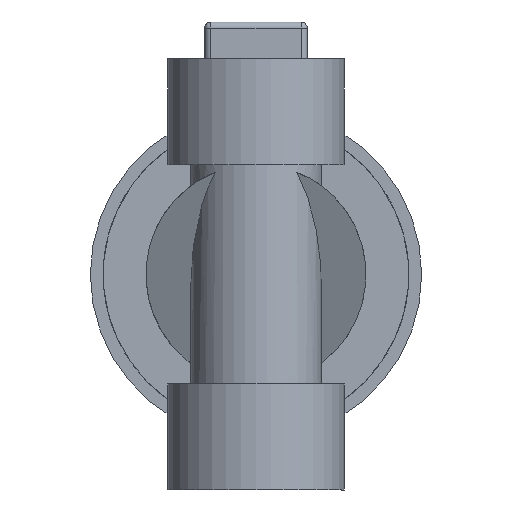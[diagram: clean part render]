
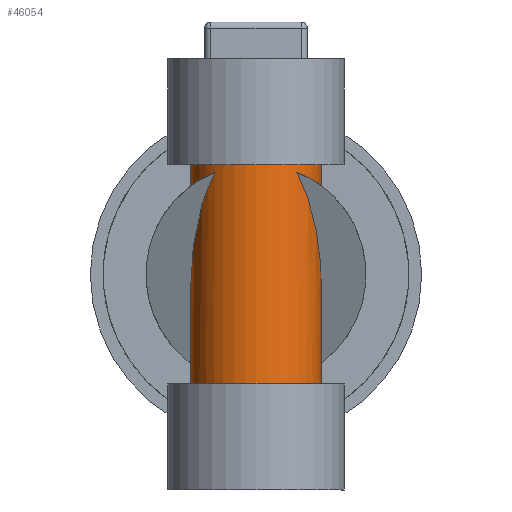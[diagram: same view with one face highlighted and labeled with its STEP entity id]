
A CAD part, front view. The second image highlights one B-rep face of the part: STEP entity #46054.
In plain terms, the highlighted cylindrical face has radius 16.32 mm (diameter 32.639 mm), a partial arc.
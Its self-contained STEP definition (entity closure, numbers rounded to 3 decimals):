
#172 = CARTESIAN_POINT ( 'NONE',  ( 13.443, -9.271, 23.921 ) ) ;
#1302 = CARTESIAN_POINT ( 'NONE',  ( -16.173, -2.512, 22.167 ) ) ;
#1367 = CARTESIAN_POINT ( 'NONE',  ( 16.32, 0., 27.311 ) ) ;
#4116 = VERTEX_POINT ( 'NONE', #55639 ) ;
#5185 = LINE ( 'NONE', #51926, #61930 ) ;
#5416 = VERTEX_POINT ( 'NONE', #54665 ) ;
#7336 = CARTESIAN_POINT ( 'NONE',  ( 10.175, -12.759, 25.482 ) ) ;
#7650 = CARTESIAN_POINT ( 'NONE',  ( 14.383, -7.735, 23.368 ) ) ;
#8319 = AXIS2_PLACEMENT_3D ( 'NONE', #69578, #69874, #62742 ) ;
#8785 = CARTESIAN_POINT ( 'NONE',  ( -15.571, -4.925, 22.593 ) ) ;
#9957 = EDGE_CURVE ( 'NONE', #14363, #79079, #29192, .T. ) ;
#11049 = EDGE_CURVE ( 'NONE', #5416, #15595, #96252, .T. ) ;
#12463 = ORIENTED_EDGE ( 'NONE', *, *, #11049, .T. ) ;
#12965 = CARTESIAN_POINT ( 'NONE',  ( 14.126, -9.608, 18.255 ) ) ;
#14363 = VERTEX_POINT ( 'NONE', #91714 ) ;
#15132 = CARTESIAN_POINT ( 'NONE',  ( 15.151, -6.096, 22.876 ) ) ;
#15595 = VERTEX_POINT ( 'NONE', #59081 ) ;
#15741 = CARTESIAN_POINT ( 'NONE',  ( -16.319, 0., 22.056 ) ) ;
#15894 = ORIENTED_EDGE ( 'NONE', *, *, #28699, .T. ) ;
#16245 = CARTESIAN_POINT ( 'NONE',  ( -14.918, -6.645, 23.03 ) ) ;
#16618 = DIRECTION ( 'NONE',  ( 0., 0., -1. ) ) ;
#19446 = ORIENTED_EDGE ( 'NONE', *, *, #75547, .F. ) ;
#20420 = CARTESIAN_POINT ( 'NONE',  ( 16.319, 0., -3.78 ) ) ;
#21834 = VERTEX_POINT ( 'NONE', #60395 ) ;
#22538 = CARTESIAN_POINT ( 'NONE',  ( 15.744, -4.339, 22.471 ) ) ;
#23004 = LINE ( 'NONE', #39691, #77536 ) ;
#23663 = CARTESIAN_POINT ( 'NONE',  ( -14.089, -8.258, 23.547 ) ) ;
#23860 = ORIENTED_EDGE ( 'NONE', *, *, #84257, .T. ) ;
#26105 = AXIS2_PLACEMENT_3D ( 'NONE', #73587, #29186, #81108 ) ;
#26720 = ORIENTED_EDGE ( 'NONE', *, *, #85300, .T. ) ;
#28693 = CARTESIAN_POINT ( 'NONE',  ( 0., 0., -27.299 ) ) ;
#28699 = EDGE_CURVE ( 'NONE', #37906, #79923, #95490, .T. ) ;
#29186 = DIRECTION ( 'NONE',  ( 0., 0., -1. ) ) ;
#29192 = LINE ( 'NONE', #1367, #66277 ) ;
#29664 = CARTESIAN_POINT ( 'NONE',  ( 11.117, -12.008, 25.106 ) ) ;
#29980 = CARTESIAN_POINT ( 'NONE',  ( 16.32, -1.274, 22.056 ) ) ;
#30606 = CARTESIAN_POINT ( 'NONE',  ( -10.175, -12.759, 25.482 ) ) ;
#31017 = VERTEX_POINT ( 'NONE', #15741 ) ;
#31102 = CARTESIAN_POINT ( 'NONE',  ( -13.087, -9.767, 24.119 ) ) ;
#34219 =( BOUNDED_CURVE ( )  B_SPLINE_CURVE ( 3, ( #79101, #12965, #64772, #20420 ),
 .UNSPECIFIED., .F., .F. ) 
 B_SPLINE_CURVE_WITH_KNOTS ( ( 4, 4 ),
 ( 3.815, 4.712 ),
 .UNSPECIFIED. ) 
 CURVE ( )  GEOMETRIC_REPRESENTATION_ITEM ( )  RATIONAL_B_SPLINE_CURVE ( ( 1., 0.934, 0.934, 1. ) ) 
 REPRESENTATION_ITEM ( '' )  );
#36136 = DIRECTION ( 'NONE',  ( -1., 0., 0. ) ) ;
#37906 = VERTEX_POINT ( 'NONE', #49859 ) ;
#38217 = CARTESIAN_POINT ( 'NONE',  ( -16.319, 0., 22.056 ) ) ;
#38539 = CARTESIAN_POINT ( 'NONE',  ( -11.12, -12.005, 25.104 ) ) ;
#39691 = CARTESIAN_POINT ( 'NONE',  ( -16.319, 0., 27.311 ) ) ;
#44508 = DIRECTION ( 'NONE',  ( 0., 0., -1. ) ) ;
#44547 = CARTESIAN_POINT ( 'NONE',  ( 13.09, -9.764, 24.118 ) ) ;
#46054 = ADVANCED_FACE ( 'NONE', ( #83039 ), #56204, .T. ) ;
#46933 = CARTESIAN_POINT ( 'NONE',  ( -16.32, 0., -3.78 ) ) ;
#48366 = VECTOR ( 'NONE', #16618, 1000. ) ;
#49859 = CARTESIAN_POINT ( 'NONE',  ( 16.32, 0., 27.311 ) ) ;
#50677 = ORIENTED_EDGE ( 'NONE', *, *, #81007, .F. ) ;
#51052 = ORIENTED_EDGE ( 'NONE', *, *, #77071, .F. ) ;
#51926 = CARTESIAN_POINT ( 'NONE',  ( 16.32, 0., 27.311 ) ) ;
#51973 = CARTESIAN_POINT ( 'NONE',  ( 14.089, -8.258, 23.547 ) ) ;
#52590 = CARTESIAN_POINT ( 'NONE',  ( -16.319, -5.054, 7.812 ) ) ;
#53092 = CARTESIAN_POINT ( 'NONE',  ( -15.748, -4.325, 22.468 ) ) ;
#53622 = AXIS2_PLACEMENT_3D ( 'NONE', #28693, #80591, #36136 ) ;
#54665 = CARTESIAN_POINT ( 'NONE',  ( 10.175, -12.759, 25.482 ) ) ;
#55639 = CARTESIAN_POINT ( 'NONE',  ( -10.175, -12.759, 25.482 ) ) ;
#55690 = EDGE_CURVE ( 'NONE', #31017, #4116, #56438, .T. ) ;
#56204 = CYLINDRICAL_SURFACE ( 'NONE', #8319, 16.319 ) ;
#56438 = B_SPLINE_CURVE_WITH_KNOTS ( 'NONE', 3,
 ( #38217, #73586, #1302, #53092, #8785, #60524, #16245, #68032, #23663, #75524, #31102, #83055, #38539, #90554 ),
 .UNSPECIFIED., .F., .F.,
 ( 4, 2, 2, 2, 2, 2, 4 ),
 ( 0., 0.004, 0.006, 0.008, 0.009, 0.011, 0.015 ),
 .UNSPECIFIED. ) ;
#56823 = DIRECTION ( 'NONE',  ( 0., 0., -1. ) ) ;
#57556 = ORIENTED_EDGE ( 'NONE', *, *, #92816, .F. ) ;
#59081 = CARTESIAN_POINT ( 'NONE',  ( 16.32, 0., 22.056 ) ) ;
#59375 = CARTESIAN_POINT ( 'NONE',  ( 14.914, -6.654, 23.032 ) ) ;
#60395 = CARTESIAN_POINT ( 'NONE',  ( -16.32, 0., -27.299 ) ) ;
#60524 = CARTESIAN_POINT ( 'NONE',  ( -15.155, -6.085, 22.873 ) ) ;
#61930 = VECTOR ( 'NONE', #44508, 1000. ) ;
#62359 = EDGE_LOOP ( 'NONE', ( #26720, #50677, #63456, #19446, #12463, #57556, #15894, #23860, #71561, #51052 ) ) ;
#62742 = DIRECTION ( 'NONE',  ( -1., 0., 0. ) ) ;
#63027 = CIRCLE ( 'NONE', #53622, 16.319 ) ;
#63456 = ORIENTED_EDGE ( 'NONE', *, *, #9957, .F. ) ;
#64772 = CARTESIAN_POINT ( 'NONE',  ( 16.32, -5.054, 7.812 ) ) ;
#66277 = VECTOR ( 'NONE', #91270, 1000. ) ;
#66890 = CARTESIAN_POINT ( 'NONE',  ( 15.566, -4.941, 22.596 ) ) ;
#68032 = CARTESIAN_POINT ( 'NONE',  ( -14.385, -7.732, 23.367 ) ) ;
#68082 = LINE ( 'NONE', #68410, #48366 ) ;
#68410 = CARTESIAN_POINT ( 'NONE',  ( -16.319, 0., 27.311 ) ) ;
#69578 = CARTESIAN_POINT ( 'NONE',  ( 0., 0., 27.311 ) ) ;
#69874 = DIRECTION ( 'NONE',  ( 0., 0., -1. ) ) ;
#71561 = ORIENTED_EDGE ( 'NONE', *, *, #55690, .T. ) ;
#73074 = CARTESIAN_POINT ( 'NONE',  ( 16.319, 0., -27.299 ) ) ;
#73586 = CARTESIAN_POINT ( 'NONE',  ( -16.319, -1.273, 22.056 ) ) ;
#73587 = CARTESIAN_POINT ( 'NONE',  ( 0., 0., 27.311 ) ) ;
#74383 = CARTESIAN_POINT ( 'NONE',  ( 16.172, -2.517, 22.167 ) ) ;
#75025 = CARTESIAN_POINT ( 'NONE',  ( -14.126, -9.608, 18.255 ) ) ;
#75524 = CARTESIAN_POINT ( 'NONE',  ( -13.44, -9.277, 23.923 ) ) ;
#75531 = CARTESIAN_POINT ( 'NONE',  ( -16.319, 0., 27.311 ) ) ;
#75547 = EDGE_CURVE ( 'NONE', #5416, #14363, #34219, .T. ) ;
#77071 = EDGE_CURVE ( 'NONE', #86065, #4116, #92009, .T. ) ;
#77536 = VECTOR ( 'NONE', #56823, 1000. ) ;
#79079 = VERTEX_POINT ( 'NONE', #73074 ) ;
#79101 = CARTESIAN_POINT ( 'NONE',  ( 10.175, -12.759, 25.482 ) ) ;
#79923 = VERTEX_POINT ( 'NONE', #75531 ) ;
#80591 = DIRECTION ( 'NONE',  ( 0., 0., -1. ) ) ;
#81007 = EDGE_CURVE ( 'NONE', #79079, #21834, #63027, .T. ) ;
#81108 = DIRECTION ( 'NONE',  ( -1., 0., 0. ) ) ;
#81886 = CARTESIAN_POINT ( 'NONE',  ( 16.32, 0., 22.056 ) ) ;
#83039 = FACE_OUTER_BOUND ( 'NONE', #62359, .T. ) ;
#83055 = CARTESIAN_POINT ( 'NONE',  ( -11.963, -11.164, 24.707 ) ) ;
#84257 = EDGE_CURVE ( 'NONE', #79923, #31017, #68082, .T. ) ;
#85300 = EDGE_CURVE ( 'NONE', #86065, #21834, #23004, .T. ) ;
#86065 = VERTEX_POINT ( 'NONE', #46933 ) ;
#89082 = CARTESIAN_POINT ( 'NONE',  ( 11.961, -11.167, 24.708 ) ) ;
#89714 = CARTESIAN_POINT ( 'NONE',  ( -16.32, 0., -3.78 ) ) ;
#90554 = CARTESIAN_POINT ( 'NONE',  ( -10.175, -12.759, 25.482 ) ) ;
#91270 = DIRECTION ( 'NONE',  ( 0., 0., -1. ) ) ;
#91714 = CARTESIAN_POINT ( 'NONE',  ( 16.319, 0., -3.78 ) ) ;
#92009 =( BOUNDED_CURVE ( )  B_SPLINE_CURVE ( 3, ( #89714, #52590, #75025, #30606 ),
 .UNSPECIFIED., .F., .F. ) 
 B_SPLINE_CURVE_WITH_KNOTS ( ( 4, 4 ),
 ( 1.571, 2.468 ),
 .UNSPECIFIED. ) 
 CURVE ( )  GEOMETRIC_REPRESENTATION_ITEM ( )  RATIONAL_B_SPLINE_CURVE ( ( 1., 0.934, 0.934, 1. ) ) 
 REPRESENTATION_ITEM ( '' )  );
#92816 = EDGE_CURVE ( 'NONE', #37906, #15595, #5185, .T. ) ;
#95490 = CIRCLE ( 'NONE', #26105, 16.319 ) ;
#96252 = B_SPLINE_CURVE_WITH_KNOTS ( 'NONE', 3,
 ( #7336, #29664, #89082, #44547, #172, #51973, #7650, #59375, #15132, #66890, #22538, #74383, #29980, #81886 ),
 .UNSPECIFIED., .F., .F.,
 ( 4, 2, 2, 2, 2, 2, 4 ),
 ( 0.037, 0.041, 0.043, 0.045, 0.047, 0.049, 0.052 ),
 .UNSPECIFIED. ) ;
